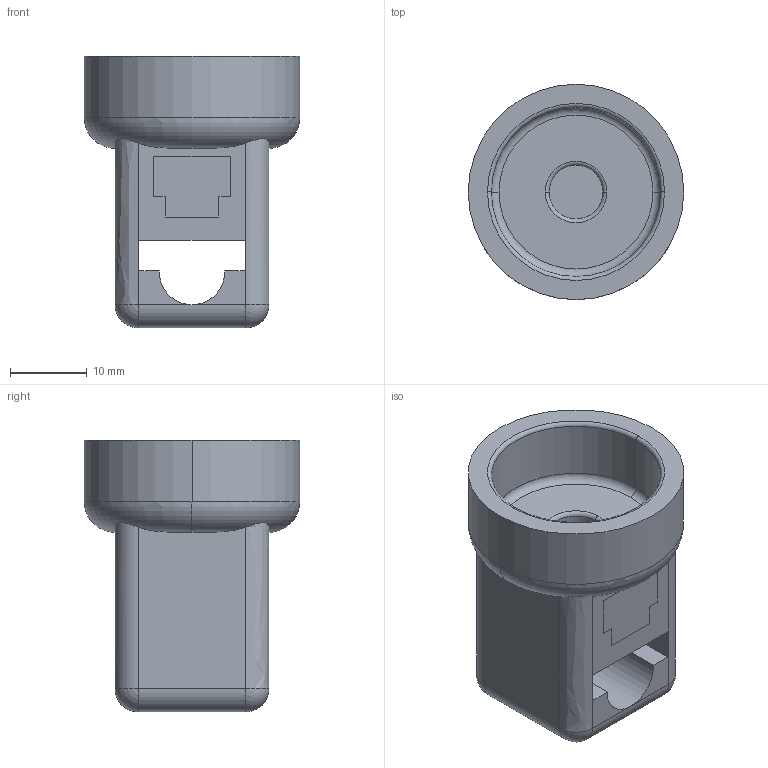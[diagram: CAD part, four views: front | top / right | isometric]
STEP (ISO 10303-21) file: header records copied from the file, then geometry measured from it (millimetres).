
FILE_DESCRIPTION (( 'STEP AP203' ), '1' );
FILE_NAME ('ICY01.24.STEP', '2022-03-21T12:16:51', ( '' ), ( '' ), 'SwSTEP 2.0', 'SolidWorks 2021', '' );
FILE_SCHEMA (( 'CONFIG_CONTROL_DESIGN' ));
Length unit declared in the file: millimetre
Products named in the file (1): ICY01.24
Bounding box: 28 x 28 x 35.3 mm (x, y, z)
Surface area: 5074.5 mm2 (no closed solid volume)
Topology: 0 solids, 2 shells, 68 faces, 192 edges, 123 vertices
Faces by surface type: plane 25, cylinder 15, bspline 13, torus 8, sphere 7
Entity records: 3038 total; most frequent: CARTESIAN_POINT 1324, ORIENTED_EDGE 350, DIRECTION 309, EDGE_CURVE 184, VERTEX_POINT 121, AXIS2_PLACEMENT_3D 107, LINE 95, VECTOR 95
